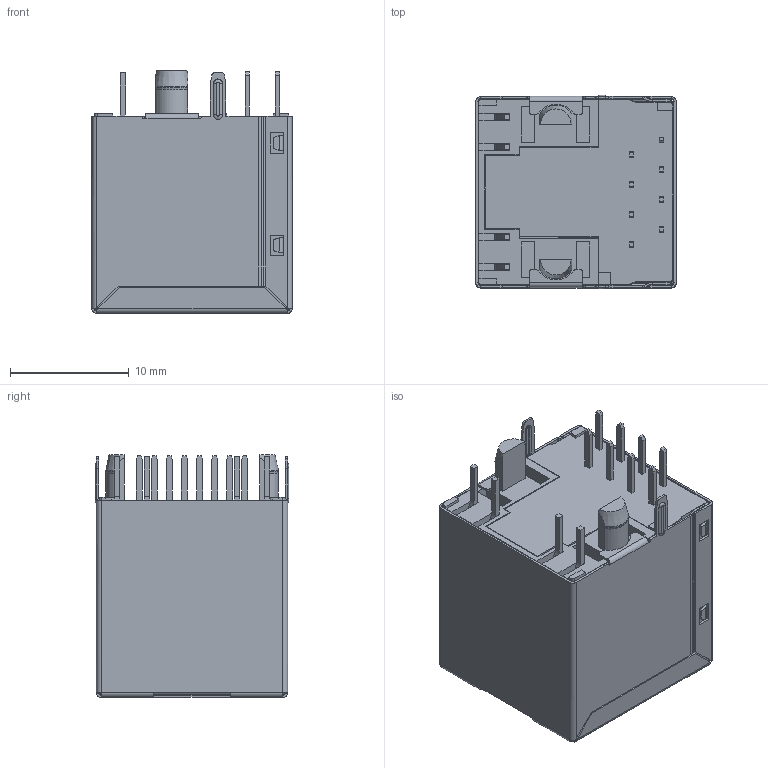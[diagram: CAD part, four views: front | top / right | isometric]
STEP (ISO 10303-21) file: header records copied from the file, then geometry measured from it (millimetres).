
FILE_DESCRIPTION((''),'2;1');
FILE_NAME('DGKYD511B083AC2A8D_ASM','2019-12-05T10:29:34',('Administrator'),(''),'CREO PARAMETRIC BY PTC INC, 2018400','CREO PARAMETRIC BY PTC INC, 2018400','');
FILE_SCHEMA(('CONFIG_CONTROL_DESIGN'));
Length unit declared in the file: millimetre
Products named in the file (8): 00400; 001_00; 00500; 006LED; 007LED; 10; 20; DGKYD511B083AC2A8D_ASM
Assembly tree (13 placements, depth 2):
  DGKYD511B083AC2A8D_ASM
    00400
    001_00
    00500
    006LED
    007LED
    10  x4
    20  x4
Bounding box: 16.85 x 16.3 x 20.45 mm (x, y, z)
Volume: 2721.9 mm3; surface area: 6593.3 mm2
Topology: 21 solids, 21 shells, 881 faces, 2270 edges, 1430 vertices
Faces by surface type: plane 656, cylinder 173, bspline 42, sphere 4, torus 4, cone 2
Entity records: 26616 total; most frequent: CARTESIAN_POINT 6028, ORIENTED_EDGE 4324, DIRECTION 4080, EDGE_CURVE 2162, VECTOR 1740, LINE 1740, VERTEX_POINT 1358, AXIS2_PLACEMENT_3D 1170
